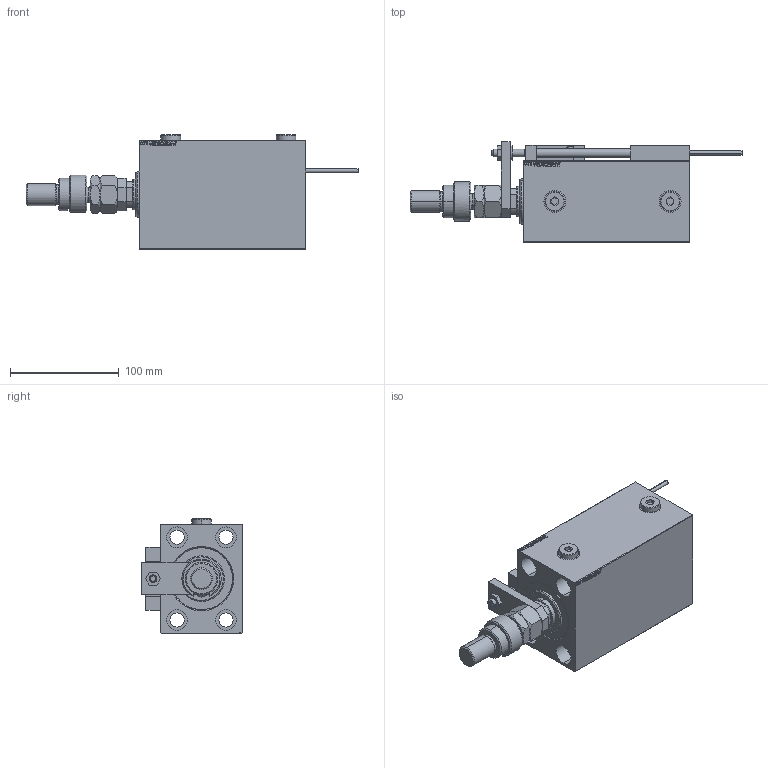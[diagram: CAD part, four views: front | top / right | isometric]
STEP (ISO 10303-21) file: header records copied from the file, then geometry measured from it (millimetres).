
FILE_DESCRIPTION (( 'STEP AP203' ), '1' );
FILE_NAME ('aea6.STEP', '2024-02-12T22:55:04', ( '' ), ( '' ), 'SwSTEP 2.0', 'SolidWorks 2019', '' );
FILE_SCHEMA (( 'CONFIG_CONTROL_DESIGN' ));
Length unit declared in the file: millimetre
Products named in the file (19): V450CM_C_VCP 02507cc7fff1381fd2680b27bfe18b8b; ALLEN BOLT D8 02507cc7fff1381fd2680b27bfe18b8b; MAGNET 02507cc7fff1381fd2680b27bfe18b8b; MFA 02507cc7fff1381fd2680b27bfe18b8b; V450CM_VC_B 02507cc7fff1381fd2680b27bfe18b8b; SWITCH X 02507cc7fff1381fd2680b27bfe18b8b; V450CM_C_Body 02507cc7fff1381fd2680b27bfe18b8b; SWITCH_X_FRONT_BACK 02507cc7fff1381fd2680b27bfe18b8b; X_Y_DFA 02507cc7fff1381fd2680b27bfe18b8b; TYC_L79 02507cc7fff1381fd2680b27bfe18b8b; Zatka_OIL_PORT 02507cc7fff1381fd2680b27bfe18b8b; ALLEN BOLT D5 02507cc7fff1381fd2680b27bfe18b8b; KONCOVKA 02507cc7fff1381fd2680b27bfe18b8b; NUT_D12 02507cc7fff1381fd2680b27bfe18b8b; aea6; FEMALE_PART_FOR_DFA 02507cc7fff1381fd2680b27bfe18b8b; ZARAZKA 02507cc7fff1381fd2680b27bfe18b8b; SWITCH DIM B,W 02507cc7fff1381fd2680b27bfe18b8b; Block 02507cc7fff1381fd2680b27bfe18b8b
Assembly tree (29 placements, depth 3):
  aea6
    V450CM_C_Body 02507cc7fff1381fd2680b27bfe18b8b
    SWITCH X 02507cc7fff1381fd2680b27bfe18b8b
      SWITCH_X_FRONT_BACK 02507cc7fff1381fd2680b27bfe18b8b  x2
      TYC_L79 02507cc7fff1381fd2680b27bfe18b8b
      Block 02507cc7fff1381fd2680b27bfe18b8b  x2
      ALLEN BOLT D5 02507cc7fff1381fd2680b27bfe18b8b  x4
      ALLEN BOLT D8 02507cc7fff1381fd2680b27bfe18b8b  x4
      MAGNET 02507cc7fff1381fd2680b27bfe18b8b  x2
      KONCOVKA 02507cc7fff1381fd2680b27bfe18b8b  x2
    NUT_D12 02507cc7fff1381fd2680b27bfe18b8b
    SWITCH DIM B,W 02507cc7fff1381fd2680b27bfe18b8b
    ZARAZKA 02507cc7fff1381fd2680b27bfe18b8b
    V450CM_C_VCP 02507cc7fff1381fd2680b27bfe18b8b
    V450CM_VC_B 02507cc7fff1381fd2680b27bfe18b8b
    X_Y_DFA 02507cc7fff1381fd2680b27bfe18b8b
      FEMALE_PART_FOR_DFA 02507cc7fff1381fd2680b27bfe18b8b
      MFA 02507cc7fff1381fd2680b27bfe18b8b
    Zatka_OIL_PORT 02507cc7fff1381fd2680b27bfe18b8b  x2
Bounding box: 305 x 92.5 x 104.9 mm (x, y, z)
Volume: 1045514.6 mm3; surface area: 191502.8 mm2
Topology: 27 solids, 27 shells, 1424 faces, 3376 edges, 2143 vertices
Faces by surface type: plane 623, bspline 380, cylinder 219, cone 150, torus 48, sphere 4
Entity records: 54453 total; most frequent: CARTESIAN_POINT 27081, ORIENTED_EDGE 5692, DIRECTION 4026, EDGE_CURVE 2846, VERTEX_POINT 1843, LINE 1594, VECTOR 1594, EDGE_LOOP 1327
